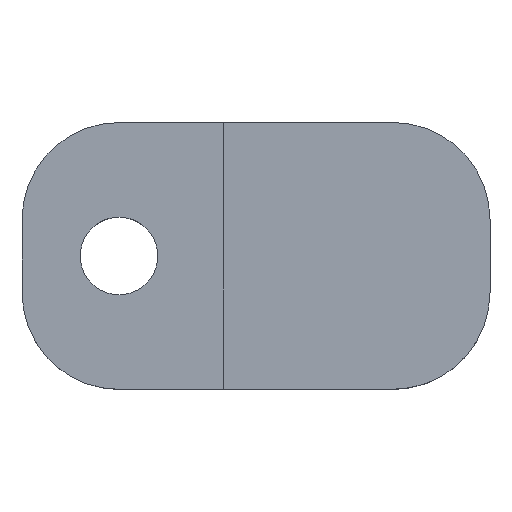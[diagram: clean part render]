
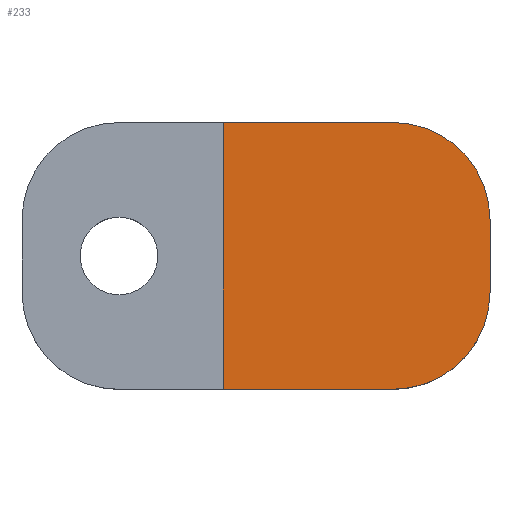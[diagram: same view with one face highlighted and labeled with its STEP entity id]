
A CAD part, top view. The second image highlights one B-rep face of the part: STEP entity #233.
In plain terms, the highlighted planar face has unit normal (0, 0, 1).
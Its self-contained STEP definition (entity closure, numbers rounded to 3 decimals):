
#23=CIRCLE('',#249,4.);
#24=CIRCLE('',#250,4.);
#34=FACE_OUTER_BOUND('',#47,.T.);
#47=EDGE_LOOP('',(#164,#165,#166,#167,#168,#169));
#64=LINE('',#348,#86);
#66=LINE('',#354,#88);
#67=LINE('',#356,#89);
#68=LINE('',#359,#90);
#86=VECTOR('',#276,10.);
#88=VECTOR('',#282,10.);
#89=VECTOR('',#283,10.);
#90=VECTOR('',#286,10.);
#108=VERTEX_POINT('',#345);
#109=VERTEX_POINT('',#347);
#110=VERTEX_POINT('',#351);
#111=VERTEX_POINT('',#352);
#112=VERTEX_POINT('',#355);
#113=VERTEX_POINT('',#357);
#130=EDGE_CURVE('',#109,#108,#64,.T.);
#132=EDGE_CURVE('',#110,#111,#23,.T.);
#133=EDGE_CURVE('',#111,#109,#66,.T.);
#134=EDGE_CURVE('',#108,#112,#67,.T.);
#135=EDGE_CURVE('',#112,#113,#24,.T.);
#136=EDGE_CURVE('',#113,#110,#68,.T.);
#164=ORIENTED_EDGE('',*,*,#132,.T.);
#165=ORIENTED_EDGE('',*,*,#133,.T.);
#166=ORIENTED_EDGE('',*,*,#130,.T.);
#167=ORIENTED_EDGE('',*,*,#134,.T.);
#168=ORIENTED_EDGE('',*,*,#135,.T.);
#169=ORIENTED_EDGE('',*,*,#136,.T.);
#225=PLANE('',#248);
#233=ADVANCED_FACE('',(#34),#225,.F.);
#248=AXIS2_PLACEMENT_3D('',#350,#278,#279);
#249=AXIS2_PLACEMENT_3D('',#353,#280,#281);
#250=AXIS2_PLACEMENT_3D('',#358,#284,#285);
#276=DIRECTION('',(0.,-1.,0.));
#278=DIRECTION('center_axis',(0.,0.,-1.));
#279=DIRECTION('ref_axis',(1.,0.,0.));
#280=DIRECTION('center_axis',(0.,0.,1.));
#281=DIRECTION('ref_axis',(0.,1.,0.));
#282=DIRECTION('',(-1.,0.,0.));
#283=DIRECTION('',(1.,0.,0.));
#284=DIRECTION('center_axis',(0.,0.,1.));
#285=DIRECTION('ref_axis',(1.,0.,0.));
#286=DIRECTION('',(0.,1.,0.));
#345=CARTESIAN_POINT('',(-151.9,-127.1,-50.6));
#347=CARTESIAN_POINT('',(-151.9,-116.1,-50.6));
#348=CARTESIAN_POINT('',(-151.9,-127.1,-50.6));
#350=CARTESIAN_POINT('Origin',(-146.4,-121.6,-50.6));
#351=CARTESIAN_POINT('',(-140.9,-120.1,-50.6));
#352=CARTESIAN_POINT('',(-144.9,-116.1,-50.6));
#353=CARTESIAN_POINT('Origin',(-144.9,-120.1,-50.6));
#354=CARTESIAN_POINT('',(-140.9,-116.1,-50.6));
#355=CARTESIAN_POINT('',(-144.9,-127.1,-50.6));
#356=CARTESIAN_POINT('',(-160.2,-127.1,-50.6));
#357=CARTESIAN_POINT('',(-140.9,-123.1,-50.6));
#358=CARTESIAN_POINT('Origin',(-144.9,-123.1,-50.6));
#359=CARTESIAN_POINT('',(-140.9,-127.1,-50.6));
